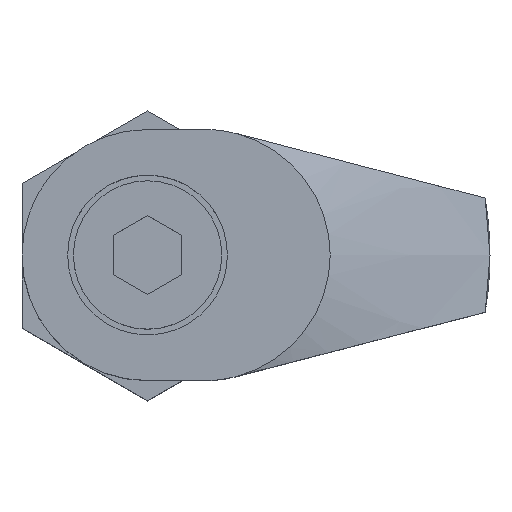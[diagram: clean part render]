
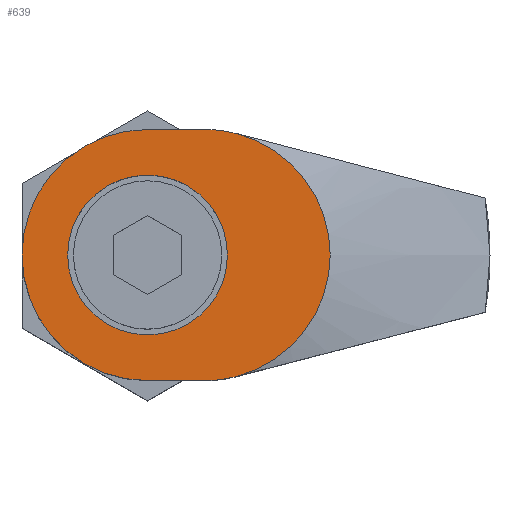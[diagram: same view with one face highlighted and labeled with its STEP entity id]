
A CAD part, top view. The second image highlights one B-rep face of the part: STEP entity #639.
In plain terms, the highlighted planar face has unit normal (0, 0, 1).
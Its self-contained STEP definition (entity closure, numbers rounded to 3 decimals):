
#6 = ORIENTED_EDGE ( 'NONE', *, *, #1180, .T. ) ;
#21 = DIRECTION ( 'NONE',  ( 1., 0., 0. ) ) ;
#35 = AXIS2_PLACEMENT_3D ( 'NONE', #453, #1086, #1370 ) ;
#36 = VERTEX_POINT ( 'NONE', #422 ) ;
#59 = CARTESIAN_POINT ( 'NONE',  ( 5., -11., 40. ) ) ;
#69 = AXIS2_PLACEMENT_3D ( 'NONE', #952, #127, #119 ) ;
#91 = CARTESIAN_POINT ( 'NONE',  ( 5., 11., 40. ) ) ;
#119 = DIRECTION ( 'NONE',  ( 1., 0., 0. ) ) ;
#127 = DIRECTION ( 'NONE',  ( 0., 0., 1. ) ) ;
#137 = AXIS2_PLACEMENT_3D ( 'NONE', #280, #1864, #443 ) ;
#185 = EDGE_LOOP ( 'NONE', ( #678, #1890, #1613, #1931, #1642, #1133, #6 ) ) ;
#203 = CIRCLE ( 'NONE', #69, 11. ) ;
#256 = VERTEX_POINT ( 'NONE', #916 ) ;
#278 = DIRECTION ( 'NONE',  ( 0., 0., 1. ) ) ;
#280 = CARTESIAN_POINT ( 'NONE',  ( 5., 0., 40. ) ) ;
#294 = DIRECTION ( 'NONE',  ( 1., 0., 0. ) ) ;
#299 = DIRECTION ( 'NONE',  ( 1., 0., 0. ) ) ;
#321 = VERTEX_POINT ( 'NONE', #342 ) ;
#342 = CARTESIAN_POINT ( 'NONE',  ( -7., 0., 40. ) ) ;
#399 = DIRECTION ( 'NONE',  ( 1., 0., 0. ) ) ;
#422 = CARTESIAN_POINT ( 'NONE',  ( 7., 0., 40. ) ) ;
#443 = DIRECTION ( 'NONE',  ( 1., 0., 0. ) ) ;
#446 = CARTESIAN_POINT ( 'NONE',  ( 5., 0., 40. ) ) ;
#453 = CARTESIAN_POINT ( 'NONE',  ( 5., 0., 40. ) ) ;
#482 = CARTESIAN_POINT ( 'NONE',  ( -11., 0., 40. ) ) ;
#497 = CARTESIAN_POINT ( 'NONE',  ( 0., 0., 40. ) ) ;
#527 = AXIS2_PLACEMENT_3D ( 'NONE', #497, #1146, #21 ) ;
#531 = DIRECTION ( 'NONE',  ( 0., 0., 1. ) ) ;
#549 = CARTESIAN_POINT ( 'NONE',  ( 0., 0., 40. ) ) ;
#553 = EDGE_CURVE ( 'NONE', #256, #613, #1649, .T. ) ;
#595 = CIRCLE ( 'NONE', #924, 11. ) ;
#597 = CIRCLE ( 'NONE', #662, 7. ) ;
#613 = VERTEX_POINT ( 'NONE', #1580 ) ;
#639 = ADVANCED_FACE ( 'NONE', ( #771, #2026 ), #1258, .T. ) ;
#662 = AXIS2_PLACEMENT_3D ( 'NONE', #869, #1473, #1616 ) ;
#678 = ORIENTED_EDGE ( 'NONE', *, *, #1377, .T. ) ;
#722 = VECTOR ( 'NONE', #1189, 1000. ) ;
#759 = CIRCLE ( 'NONE', #1162, 11. ) ;
#771 = FACE_BOUND ( 'NONE', #813, .T. ) ;
#793 = EDGE_CURVE ( 'NONE', #1039, #1436, #203, .T. ) ;
#813 = EDGE_LOOP ( 'NONE', ( #1666, #1474 ) ) ;
#851 = VERTEX_POINT ( 'NONE', #1709 ) ;
#869 = CARTESIAN_POINT ( 'NONE',  ( 0., 0., 40. ) ) ;
#892 = VERTEX_POINT ( 'NONE', #1371 ) ;
#914 = CARTESIAN_POINT ( 'NONE',  ( 0., 0., 40. ) ) ;
#916 = CARTESIAN_POINT ( 'NONE',  ( 5., 11., 40. ) ) ;
#924 = AXIS2_PLACEMENT_3D ( 'NONE', #446, #2000, #299 ) ;
#952 = CARTESIAN_POINT ( 'NONE',  ( 0., 0., 40. ) ) ;
#977 = VERTEX_POINT ( 'NONE', #1135 ) ;
#991 = VECTOR ( 'NONE', #1168, 1000. ) ;
#1000 = EDGE_CURVE ( 'NONE', #321, #36, #1952, .T. ) ;
#1039 = VERTEX_POINT ( 'NONE', #482 ) ;
#1086 = DIRECTION ( 'NONE',  ( 0., 0., -1. ) ) ;
#1130 = CIRCLE ( 'NONE', #137, 11. ) ;
#1133 = ORIENTED_EDGE ( 'NONE', *, *, #793, .T. ) ;
#1135 = CARTESIAN_POINT ( 'NONE',  ( 7.756, -10.649, 40. ) ) ;
#1146 = DIRECTION ( 'NONE',  ( 0., 0., 1. ) ) ;
#1162 = AXIS2_PLACEMENT_3D ( 'NONE', #549, #531, #399 ) ;
#1168 = DIRECTION ( 'NONE',  ( 1., 0., 0. ) ) ;
#1177 = EDGE_CURVE ( 'NONE', #613, #1039, #759, .T. ) ;
#1180 = EDGE_CURVE ( 'NONE', #1436, #851, #1184, .T. ) ;
#1184 = LINE ( 'NONE', #59, #991 ) ;
#1189 = DIRECTION ( 'NONE',  ( -1., 0., 0. ) ) ;
#1194 = AXIS2_PLACEMENT_3D ( 'NONE', #914, #278, #294 ) ;
#1258 = PLANE ( 'NONE',  #1194 ) ;
#1370 = DIRECTION ( 'NONE',  ( -1., 0., 0. ) ) ;
#1371 = CARTESIAN_POINT ( 'NONE',  ( 7.756, 10.649, 40. ) ) ;
#1377 = EDGE_CURVE ( 'NONE', #851, #977, #595, .T. ) ;
#1389 = CIRCLE ( 'NONE', #35, 11. ) ;
#1436 = VERTEX_POINT ( 'NONE', #1699 ) ;
#1470 = EDGE_CURVE ( 'NONE', #892, #977, #1389, .T. ) ;
#1473 = DIRECTION ( 'NONE',  ( 0., 0., 1. ) ) ;
#1474 = ORIENTED_EDGE ( 'NONE', *, *, #1000, .F. ) ;
#1580 = CARTESIAN_POINT ( 'NONE',  ( 0., 11., 40. ) ) ;
#1613 = ORIENTED_EDGE ( 'NONE', *, *, #1909, .T. ) ;
#1616 = DIRECTION ( 'NONE',  ( 1., 0., 0. ) ) ;
#1642 = ORIENTED_EDGE ( 'NONE', *, *, #1177, .T. ) ;
#1649 = LINE ( 'NONE', #91, #722 ) ;
#1666 = ORIENTED_EDGE ( 'NONE', *, *, #1732, .F. ) ;
#1699 = CARTESIAN_POINT ( 'NONE',  ( 0., -11., 40. ) ) ;
#1709 = CARTESIAN_POINT ( 'NONE',  ( 5., -11., 40. ) ) ;
#1732 = EDGE_CURVE ( 'NONE', #36, #321, #597, .T. ) ;
#1864 = DIRECTION ( 'NONE',  ( 0., 0., 1. ) ) ;
#1890 = ORIENTED_EDGE ( 'NONE', *, *, #1470, .F. ) ;
#1909 = EDGE_CURVE ( 'NONE', #892, #256, #1130, .T. ) ;
#1931 = ORIENTED_EDGE ( 'NONE', *, *, #553, .T. ) ;
#1952 = CIRCLE ( 'NONE', #527, 7. ) ;
#2000 = DIRECTION ( 'NONE',  ( 0., 0., 1. ) ) ;
#2026 = FACE_OUTER_BOUND ( 'NONE', #185, .T. ) ;
